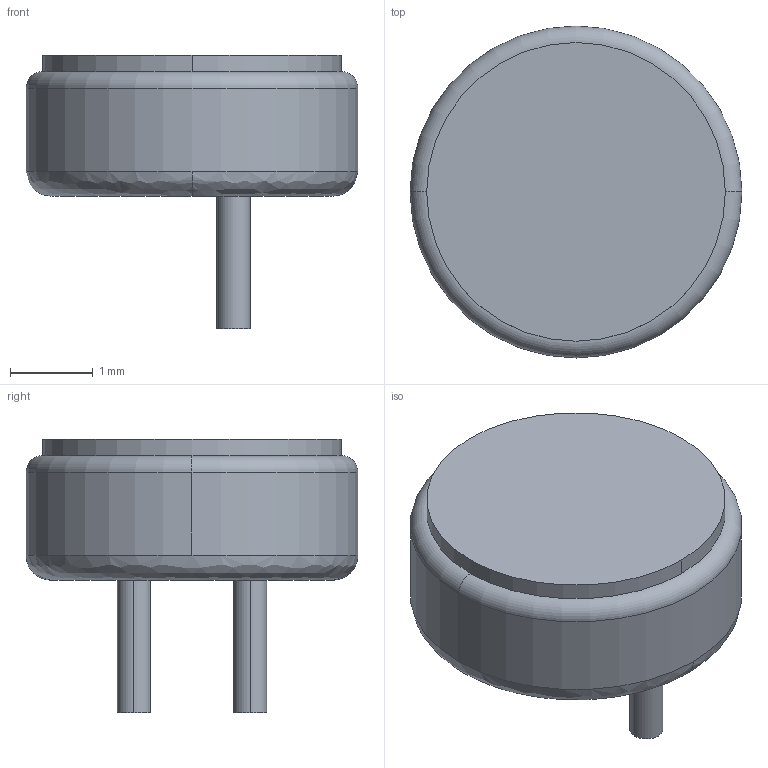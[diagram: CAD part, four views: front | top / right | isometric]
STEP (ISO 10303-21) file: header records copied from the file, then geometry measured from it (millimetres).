
FILE_DESCRIPTION (( 'STEP AP214' ), '1' );
FILE_NAME ('CUI_DEVICES_CMC-4015-40P.step', '2019-10-20T21:47:35', ( '' ), ( '' ), 'SwSTEP 2.0', 'SolidWorks 2019', '' );
FILE_SCHEMA (( 'AUTOMOTIVE_DESIGN' ));
Length unit declared in the file: inch
Products named in the file (1): CUI_DEVICES_CMC-4015-40P
Bounding box: 4 x 4 x 3.3 mm (x, y, z)
Volume: 19 mm3; surface area: 49.8 mm2
Topology: 1 solids, 1 shells, 22 faces, 50 edges, 34 vertices
Faces by surface type: cylinder 8, torus 6, plane 6, bspline 2
Entity records: 930 total; most frequent: CARTESIAN_POINT 255, DIRECTION 114, ORIENTED_EDGE 100, AXIS2_PLACEMENT_3D 53, EDGE_CURVE 50, VERTEX_POINT 34, CIRCLE 32, EDGE_LOOP 26
